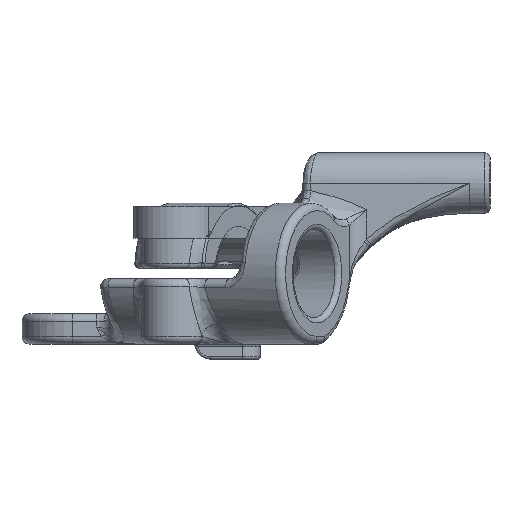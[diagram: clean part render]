
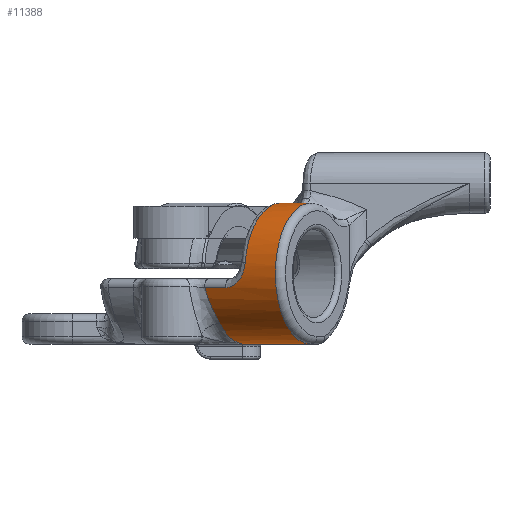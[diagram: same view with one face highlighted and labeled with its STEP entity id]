
A CAD part, left-side view. The second image highlights one B-rep face of the part: STEP entity #11388.
In plain terms, the highlighted cylindrical face has radius 7 mm (diameter 14 mm), a partial arc.
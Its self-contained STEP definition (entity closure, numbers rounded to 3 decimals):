
#199=ELLIPSE('',#12554,7.,7.);
#203=ELLIPSE('',#12602,17.088,7.);
#549=B_SPLINE_CURVE_WITH_KNOTS('',3,(#24076,#24077,#24078,#24079,#24080,
#24081),.UNSPECIFIED.,.F.,.F.,(4,1,1,4),(0.,0.101,
0.202,0.354),.UNSPECIFIED.);
#562=B_SPLINE_CURVE_WITH_KNOTS('',3,(#24550,#24551,#24552,#24553,#24554),
 .UNSPECIFIED.,.F.,.F.,(4,1,4),(-6.394,-6.166,-5.892),
 .UNSPECIFIED.);
#1712=FACE_OUTER_BOUND('',#2492,.T.);
#2492=EDGE_LOOP('',(#9349,#9350,#9351,#9352,#9353,#9354,#9355,#9356));
#2973=LINE('',#21277,#3377);
#3084=LINE('',#24085,#3488);
#3377=VECTOR('',#14213,10.);
#3488=VECTOR('',#14908,10.);
#4109=CIRCLE('',#12600,7.);
#4110=CIRCLE('',#12601,7.);
#4773=VERTEX_POINT('',#21274);
#4774=VERTEX_POINT('',#21276);
#5029=VERTEX_POINT('',#23989);
#5030=VERTEX_POINT('',#23991);
#5032=VERTEX_POINT('',#24074);
#5033=VERTEX_POINT('',#24083);
#5052=VERTEX_POINT('',#24548);
#5053=VERTEX_POINT('',#24557);
#6080=EDGE_CURVE('',#4773,#4774,#2973,.T.);
#6486=EDGE_CURVE('',#5030,#5029,#199,.T.);
#6491=EDGE_CURVE('',#5029,#5032,#549,.T.);
#6493=EDGE_CURVE('',#5032,#5033,#3084,.T.);
#6541=EDGE_CURVE('',#5033,#5052,#562,.T.);
#6542=EDGE_CURVE('',#5052,#4774,#4109,.T.);
#6543=EDGE_CURVE('',#4773,#5053,#4110,.T.);
#6544=EDGE_CURVE('',#5053,#5030,#203,.T.);
#9349=ORIENTED_EDGE('',*,*,#6493,.T.);
#9350=ORIENTED_EDGE('',*,*,#6541,.T.);
#9351=ORIENTED_EDGE('',*,*,#6542,.T.);
#9352=ORIENTED_EDGE('',*,*,#6080,.F.);
#9353=ORIENTED_EDGE('',*,*,#6543,.T.);
#9354=ORIENTED_EDGE('',*,*,#6544,.T.);
#9355=ORIENTED_EDGE('',*,*,#6486,.T.);
#9356=ORIENTED_EDGE('',*,*,#6491,.T.);
#10856=CYLINDRICAL_SURFACE('',#12599,7.);
#11388=ADVANCED_FACE('',(#1712),#10856,.T.);
#12554=AXIS2_PLACEMENT_3D('',#23992,#14896,#14897);
#12599=AXIS2_PLACEMENT_3D('',#24555,#14996,#14997);
#12600=AXIS2_PLACEMENT_3D('',#24556,#14998,#14999);
#12601=AXIS2_PLACEMENT_3D('',#24558,#15000,#15001);
#12602=AXIS2_PLACEMENT_3D('',#24559,#15002,#15003);
#14213=DIRECTION('',(-0.5,0.866,0.));
#14896=DIRECTION('center_axis',(0.503,-0.864,0.));
#14897=DIRECTION('ref_axis',(0.864,0.503,0.));
#14908=DIRECTION('',(-0.5,0.866,0.));
#14996=DIRECTION('center_axis',(0.5,-0.866,0.));
#14997=DIRECTION('ref_axis',(0.612,0.354,0.707));
#14998=DIRECTION('center_axis',(0.5,-0.866,0.));
#14999=DIRECTION('ref_axis',(0.426,0.246,0.87));
#15000=DIRECTION('center_axis',(-0.5,0.866,0.));
#15001=DIRECTION('ref_axis',(0.825,0.476,-0.305));
#15002=DIRECTION('center_axis',(0.995,0.101,0.));
#15003=DIRECTION('ref_axis',(0.101,-0.995,0.));
#21274=CARTESIAN_POINT('',(29.15,-5.671,-20.));
#21276=CARTESIAN_POINT('',(25.375,0.868,-20.));
#21277=CARTESIAN_POINT('',(29.525,-6.321,-20.));
#23989=CARTESIAN_POINT('',(33.38,0.821,-28.12));
#23991=CARTESIAN_POINT('',(25.536,-3.744,-33.656));
#23992=CARTESIAN_POINT('Origin',(27.408,-2.655,-27.));
#24074=CARTESIAN_POINT('',(32.211,2.744,-25.6));
#24076=CARTESIAN_POINT('Ctrl Pts',(33.38,0.821,-28.12));
#24077=CARTESIAN_POINT('Ctrl Pts',(33.433,0.851,-27.747));
#24078=CARTESIAN_POINT('Ctrl Pts',(33.406,1.013,-26.992));
#24079=CARTESIAN_POINT('Ctrl Pts',(32.952,1.621,-25.931));
#24080=CARTESIAN_POINT('Ctrl Pts',(32.464,2.306,-25.6));
#24081=CARTESIAN_POINT('Ctrl Pts',(32.211,2.744,-25.6));
#24083=CARTESIAN_POINT('',(31.006,4.831,-25.6));
#24085=CARTESIAN_POINT('',(35.464,-2.891,-25.6));
#24548=CARTESIAN_POINT('',(29.654,3.338,-22.042));
#24550=CARTESIAN_POINT('Ctrl Pts',(31.006,4.831,-25.6));
#24551=CARTESIAN_POINT('Ctrl Pts',(30.942,4.694,-24.991));
#24552=CARTESIAN_POINT('Ctrl Pts',(30.697,4.218,-23.697));
#24553=CARTESIAN_POINT('Ctrl Pts',(30.115,3.605,-22.573));
#24554=CARTESIAN_POINT('Ctrl Pts',(29.654,3.338,-22.042));
#24555=CARTESIAN_POINT('Origin',(29.525,-6.321,-27.));
#24556=CARTESIAN_POINT('Origin',(25.375,0.868,-27.));
#24557=CARTESIAN_POINT('',(25.922,-7.534,-32.925));
#24558=CARTESIAN_POINT('Origin',(29.15,-5.671,-27.));
#24559=CARTESIAN_POINT('Origin',(25.,1.517,-27.));
